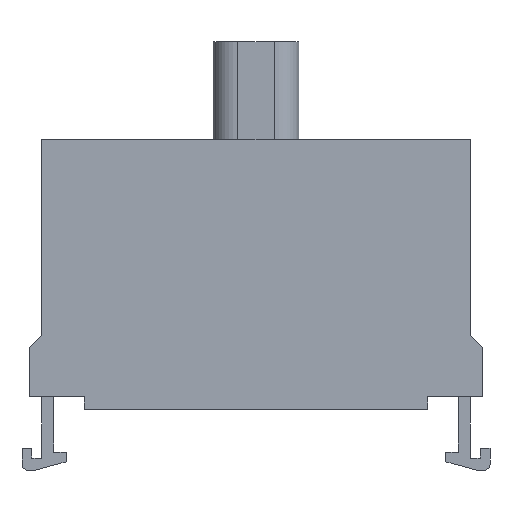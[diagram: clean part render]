
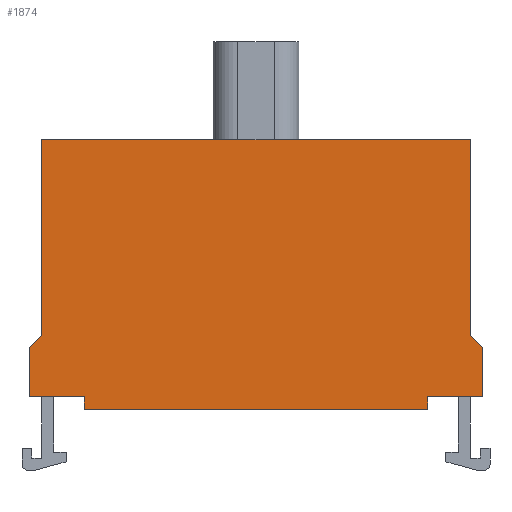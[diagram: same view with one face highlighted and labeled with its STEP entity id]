
A CAD part, left-side view. The second image highlights one B-rep face of the part: STEP entity #1874.
In plain terms, the highlighted planar face has unit normal (-1, 0, 0).
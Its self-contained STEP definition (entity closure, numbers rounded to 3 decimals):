
#624=CARTESIAN_POINT('',(0.,17.5,22.));
#625=VERTEX_POINT('',#624);
#634=CARTESIAN_POINT('',(0.,-17.5,22.));
#635=VERTEX_POINT('',#634);
#636=CARTESIAN_POINT('',(0.,-17.5,22.));
#637=DIRECTION('',(0.0,1.0,0.0));
#638=VECTOR('',#637,35.0);
#639=LINE('',#636,#638);
#640=EDGE_CURVE('',#635,#625,#639,.T.);
#1592=CARTESIAN_POINT('',(0.,-17.5,6.));
#1593=VERTEX_POINT('',#1592);
#1594=CARTESIAN_POINT('',(0.,-17.5,6.));
#1595=DIRECTION('',(0.0,0.0,1.0));
#1596=VECTOR('',#1595,16.0);
#1597=LINE('',#1594,#1596);
#1598=EDGE_CURVE('',#1593,#635,#1597,.T.);
#1616=CARTESIAN_POINT('',(0.,-18.5,5.));
#1617=VERTEX_POINT('',#1616);
#1618=CARTESIAN_POINT('',(0.,-18.5,5.));
#1619=DIRECTION('',(0.,0.707,0.707));
#1620=VECTOR('',#1619,1.414);
#1621=LINE('',#1618,#1620);
#1622=EDGE_CURVE('',#1617,#1593,#1621,.T.);
#1640=CARTESIAN_POINT('',(0.,-18.5,1.0));
#1641=VERTEX_POINT('',#1640);
#1642=CARTESIAN_POINT('',(0.,-18.5,1.0));
#1643=DIRECTION('',(0.0,0.0,1.0));
#1644=VECTOR('',#1643,4.);
#1645=LINE('',#1642,#1644);
#1646=EDGE_CURVE('',#1641,#1617,#1645,.T.);
#1664=CARTESIAN_POINT('',(0.,-14.0,1.0));
#1665=VERTEX_POINT('',#1664);
#1666=CARTESIAN_POINT('',(0.,-14.0,1.0));
#1667=DIRECTION('',(0.0,-1.0,0.0));
#1668=VECTOR('',#1667,4.5);
#1669=LINE('',#1666,#1668);
#1670=EDGE_CURVE('',#1665,#1641,#1669,.T.);
#1694=CARTESIAN_POINT('',(0.,-14.0,0.));
#1695=VERTEX_POINT('',#1694);
#1696=CARTESIAN_POINT('',(0.,-14.0,0.));
#1697=DIRECTION('',(0.0,0.0,1.0));
#1698=VECTOR('',#1697,1.);
#1699=LINE('',#1696,#1698);
#1700=EDGE_CURVE('',#1695,#1665,#1699,.T.);
#1718=CARTESIAN_POINT('',(0.,14.,0.));
#1719=VERTEX_POINT('',#1718);
#1720=CARTESIAN_POINT('',(0.,14.,0.));
#1721=DIRECTION('',(0.0,-1.0,0.0));
#1722=VECTOR('',#1721,28.);
#1723=LINE('',#1720,#1722);
#1724=EDGE_CURVE('',#1719,#1695,#1723,.T.);
#1742=CARTESIAN_POINT('',(0.,14.,1.));
#1743=VERTEX_POINT('',#1742);
#1744=CARTESIAN_POINT('',(0.,14.,1.));
#1745=DIRECTION('',(0.0,0.0,-1.0));
#1746=VECTOR('',#1745,1.0);
#1747=LINE('',#1744,#1746);
#1748=EDGE_CURVE('',#1743,#1719,#1747,.T.);
#1766=CARTESIAN_POINT('',(0.,18.5,1.));
#1767=VERTEX_POINT('',#1766);
#1768=CARTESIAN_POINT('',(0.,18.5,1.));
#1769=DIRECTION('',(0.0,-1.0,0.0));
#1770=VECTOR('',#1769,4.5);
#1771=LINE('',#1768,#1770);
#1772=EDGE_CURVE('',#1767,#1743,#1771,.T.);
#1796=CARTESIAN_POINT('',(0.,18.5,5.));
#1797=VERTEX_POINT('',#1796);
#1798=CARTESIAN_POINT('',(0.,18.5,5.));
#1799=DIRECTION('',(0.0,0.0,-1.0));
#1800=VECTOR('',#1799,4.0);
#1801=LINE('',#1798,#1800);
#1802=EDGE_CURVE('',#1797,#1767,#1801,.T.);
#1820=CARTESIAN_POINT('',(0.,17.5,6.));
#1821=VERTEX_POINT('',#1820);
#1822=CARTESIAN_POINT('',(0.,17.5,6.));
#1823=DIRECTION('',(0.,0.707,-0.707));
#1824=VECTOR('',#1823,1.414);
#1825=LINE('',#1822,#1824);
#1826=EDGE_CURVE('',#1821,#1797,#1825,.T.);
#1844=CARTESIAN_POINT('',(0.,17.5,22.));
#1845=DIRECTION('',(0.0,0.0,-1.0));
#1846=VECTOR('',#1845,16.0);
#1847=LINE('',#1844,#1846);
#1848=EDGE_CURVE('',#625,#1821,#1847,.T.);
#1855=CARTESIAN_POINT('',(0.0,0.,10.85));
#1856=DIRECTION('',(-1.0,0.0,0.0));
#1857=DIRECTION('',(0.0,-1.0,0.0));
#1858=AXIS2_PLACEMENT_3D('',#1855,#1856,#1857);
#1859=PLANE('',#1858);
#1860=ORIENTED_EDGE('',*,*,#1848,.T.);
#1861=ORIENTED_EDGE('',*,*,#1826,.T.);
#1862=ORIENTED_EDGE('',*,*,#1802,.T.);
#1863=ORIENTED_EDGE('',*,*,#1772,.T.);
#1864=ORIENTED_EDGE('',*,*,#1748,.T.);
#1865=ORIENTED_EDGE('',*,*,#1724,.T.);
#1866=ORIENTED_EDGE('',*,*,#1700,.T.);
#1867=ORIENTED_EDGE('',*,*,#1670,.T.);
#1868=ORIENTED_EDGE('',*,*,#1646,.T.);
#1869=ORIENTED_EDGE('',*,*,#1622,.T.);
#1870=ORIENTED_EDGE('',*,*,#1598,.T.);
#1871=ORIENTED_EDGE('',*,*,#640,.T.);
#1872=EDGE_LOOP('',(#1860,#1861,#1862,#1863,#1864,#1865,#1866,#1867,#1868,#1869,#1870,#1871));
#1873=FACE_OUTER_BOUND('',#1872,.T.);
#1874=ADVANCED_FACE('',(#1873),#1859,.T.);
